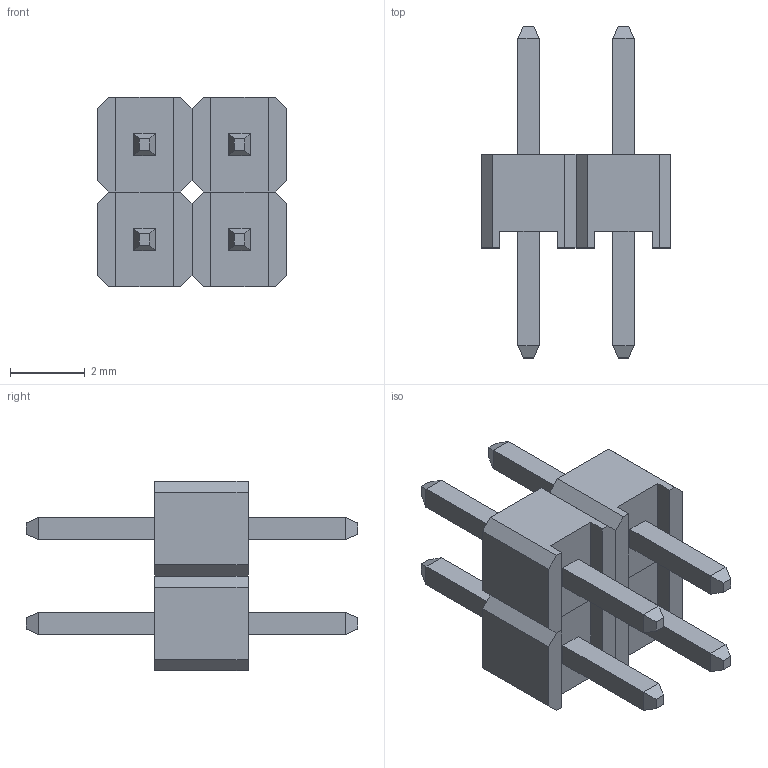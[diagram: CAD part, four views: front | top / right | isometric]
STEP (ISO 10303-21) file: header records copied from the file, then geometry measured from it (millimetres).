
FILE_DESCRIPTION (( 'STEP AP214' ), '1' );
FILE_NAME ('User Library-Header Vertical 2.54mm Pitch2-1.STEP', '2017-12-21T17:07:14', ( '' ), ( '' ), 'SwSTEP 2.0', 'SolidWorks 2018', '' );
FILE_SCHEMA (( 'AUTOMOTIVE_DESIGN' ));
Length unit declared in the file: millimetre
Products named in the file (1): User Library-Header Vertical 2.54mm Pitch2-1
Bounding box: 5.08 x 8.88 x 5.08 mm (x, y, z)
Volume: 64.9 mm3; surface area: 209.3 mm2
Topology: 4 solids, 4 shells, 128 faces, 304 edges, 192 vertices
Faces by surface type: plane 128
Entity records: 5041 total; most frequent: CARTESIAN_POINT 625, ORIENTED_EDGE 608, DIRECTION 562, VECTOR 304, EDGE_CURVE 304, LINE 304, VERTEX_POINT 192, EDGE_LOOP 136
